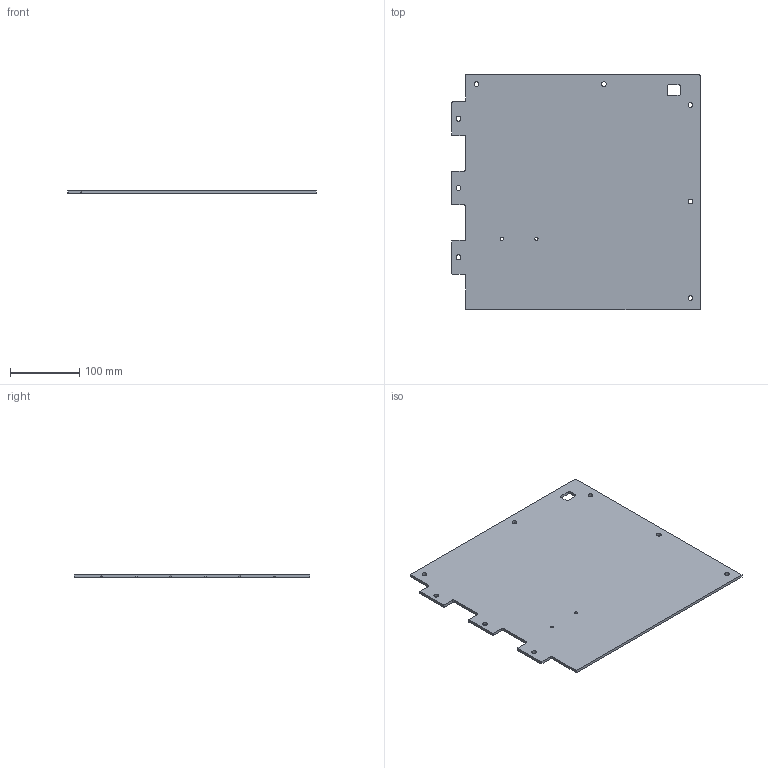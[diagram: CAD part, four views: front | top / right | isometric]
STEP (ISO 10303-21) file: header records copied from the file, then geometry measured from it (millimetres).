
FILE_DESCRIPTION(/* description */ (''),/* implementation_level */ '2;1');
FILE_NAME(/* name */ 'panel_electronics_split_500_top_right.step',/* time_stamp */ '2023-03-22T13:05:48Z',/* author */ (''),/* organization */ (''),/* preprocessor_version */ 'ST-DEVELOPER v19.2',/* originating_system */ 'Autodesk Translation Framework v11.17.0.187',/* authorisation */ '');
FILE_SCHEMA (('AUTOMOTIVE_DESIGN { 1 0 10303 214 3 1 1 }'));
Length unit declared in the file: millimetre
Products named in the file (1): TR
Bounding box: 358.5 x 339.5 x 4 mm (x, y, z)
Volume: 468936.4 mm3; surface area: 241422 mm2
Topology: 1 solids, 1 shells, 49 faces, 141 edges, 94 vertices
Faces by surface type: cylinder 27, plane 22
Full cylindrical faces by diameter (mm): 4.8 x2, 7 x8
Entity records: 1706 total; most frequent: DIRECTION 295, CARTESIAN_POINT 285, ORIENTED_EDGE 282, EDGE_CURVE 141, AXIS2_PLACEMENT_3D 104, VERTEX_POINT 94, LINE 87, VECTOR 87
